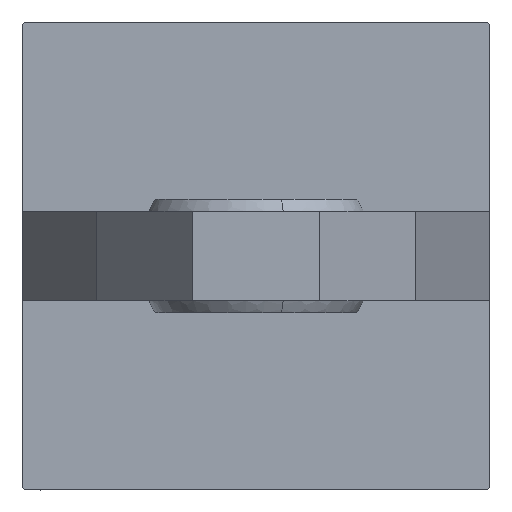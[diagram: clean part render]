
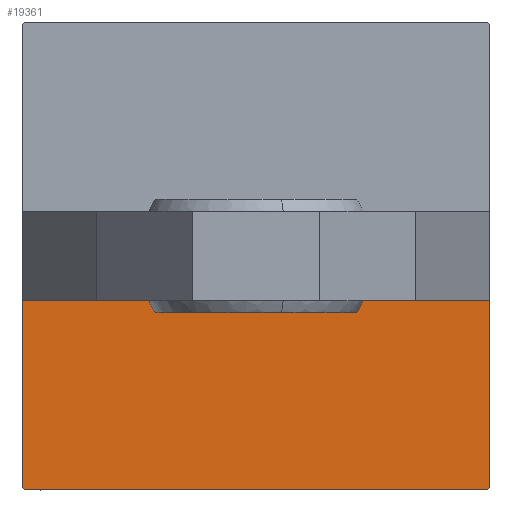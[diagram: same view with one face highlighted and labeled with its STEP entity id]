
A CAD part, left-side view. The second image highlights one B-rep face of the part: STEP entity #19361.
In plain terms, the highlighted planar face has unit normal (-1, 0, 0).
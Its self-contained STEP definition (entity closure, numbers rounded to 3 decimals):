
#47 = VECTOR ( 'NONE', #26198, 1000. ) ;
#300 = LINE ( 'NONE', #27974, #29897 ) ;
#657 = EDGE_CURVE ( 'NONE', #8914, #29230, #45704, .T. ) ;
#748 = CARTESIAN_POINT ( 'NONE',  ( 0., -11., 57.5 ) ) ;
#1794 = ORIENTED_EDGE ( 'NONE', *, *, #19624, .F. ) ;
#3822 = ORIENTED_EDGE ( 'NONE', *, *, #23301, .F. ) ;
#5194 = VERTEX_POINT ( 'NONE', #748 ) ;
#5570 = CARTESIAN_POINT ( 'NONE',  ( 0., 57.5, 57.5 ) ) ;
#5821 = ORIENTED_EDGE ( 'NONE', *, *, #657, .T. ) ;
#6926 = CARTESIAN_POINT ( 'NONE',  ( 0., -11., 57.5 ) ) ;
#7583 = CARTESIAN_POINT ( 'NONE',  ( 0., -11., -57.5 ) ) ;
#8914 = VERTEX_POINT ( 'NONE', #7583 ) ;
#9155 = VECTOR ( 'NONE', #33482, 1000. ) ;
#9997 = AXIS2_PLACEMENT_3D ( 'NONE', #37395, #41483, #21010 ) ;
#11645 = EDGE_CURVE ( 'NONE', #5194, #8914, #14375, .T. ) ;
#13695 = DIRECTION ( 'NONE',  ( 0., -1., 0. ) ) ;
#14375 = LINE ( 'NONE', #6926, #38219 ) ;
#15466 = DIRECTION ( 'NONE',  ( 0., 0.707, 0.707 ) ) ;
#17416 = ORIENTED_EDGE ( 'NONE', *, *, #42470, .T. ) ;
#18559 = CARTESIAN_POINT ( 'NONE',  ( 0., 57.5, -57.5 ) ) ;
#19361 = ADVANCED_FACE ( 'NONE', ( #29958 ), #33544, .T. ) ;
#19624 = EDGE_CURVE ( 'NONE', #5194, #24812, #21441, .T. ) ;
#21010 = DIRECTION ( 'NONE',  ( 0., 0., 1. ) ) ;
#21441 = LINE ( 'NONE', #5570, #9155 ) ;
#23207 = CARTESIAN_POINT ( 'NONE',  ( 0., -57.5, 57. ) ) ;
#23301 = EDGE_CURVE ( 'NONE', #32559, #28681, #45761, .T. ) ;
#23891 = CARTESIAN_POINT ( 'NONE',  ( 0., -57.5, -57. ) ) ;
#24812 = VERTEX_POINT ( 'NONE', #35199 ) ;
#26198 = DIRECTION ( 'NONE',  ( 0., -0.707, 0.707 ) ) ;
#26282 = CARTESIAN_POINT ( 'NONE',  ( 0., -57.5, 57.5 ) ) ;
#26539 = DIRECTION ( 'NONE',  ( 0., 0., -1. ) ) ;
#27059 = EDGE_CURVE ( 'NONE', #32559, #24812, #300, .T. ) ;
#27141 = ORIENTED_EDGE ( 'NONE', *, *, #11645, .T. ) ;
#27633 = ORIENTED_EDGE ( 'NONE', *, *, #27059, .T. ) ;
#27974 = CARTESIAN_POINT ( 'NONE',  ( 0., -57.25, 57.25 ) ) ;
#28094 = CARTESIAN_POINT ( 'NONE',  ( 0., -57., -57.5 ) ) ;
#28605 = EDGE_LOOP ( 'NONE', ( #1794, #27141, #5821, #17416, #3822, #27633 ) ) ;
#28681 = VERTEX_POINT ( 'NONE', #23891 ) ;
#29230 = VERTEX_POINT ( 'NONE', #28094 ) ;
#29897 = VECTOR ( 'NONE', #15466, 1000. ) ;
#29958 = FACE_OUTER_BOUND ( 'NONE', #28605, .T. ) ;
#29986 = DIRECTION ( 'NONE',  ( 0., 0., -1. ) ) ;
#30037 = CARTESIAN_POINT ( 'NONE',  ( 0., -57.25, -57.25 ) ) ;
#30562 = VECTOR ( 'NONE', #13695, 1000. ) ;
#32559 = VERTEX_POINT ( 'NONE', #23207 ) ;
#33482 = DIRECTION ( 'NONE',  ( 0., -1., 0. ) ) ;
#33544 = PLANE ( 'NONE',  #9997 ) ;
#35199 = CARTESIAN_POINT ( 'NONE',  ( 0., -57., 57.5 ) ) ;
#37395 = CARTESIAN_POINT ( 'NONE',  ( 0., 0., 0. ) ) ;
#38219 = VECTOR ( 'NONE', #29986, 1000. ) ;
#41483 = DIRECTION ( 'NONE',  ( -1., 0., 0. ) ) ;
#42470 = EDGE_CURVE ( 'NONE', #29230, #28681, #49493, .T. ) ;
#42847 = VECTOR ( 'NONE', #26539, 1000. ) ;
#45704 = LINE ( 'NONE', #18559, #30562 ) ;
#45761 = LINE ( 'NONE', #26282, #42847 ) ;
#49493 = LINE ( 'NONE', #30037, #47 ) ;
